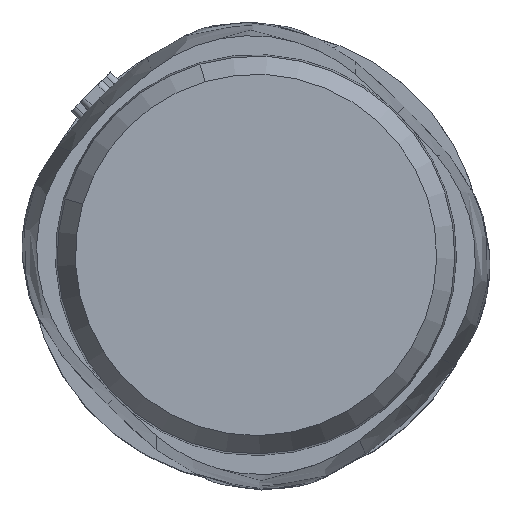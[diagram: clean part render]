
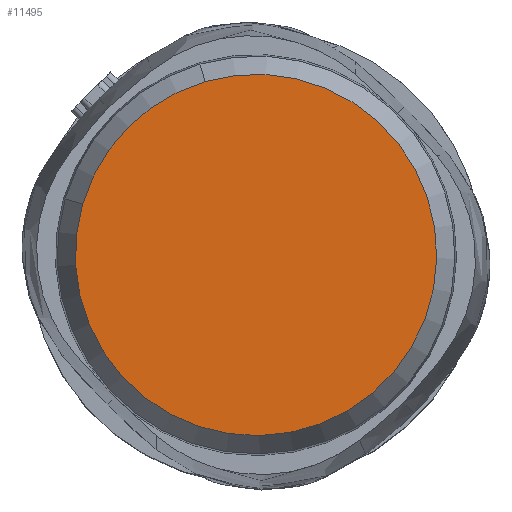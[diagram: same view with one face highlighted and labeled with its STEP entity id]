
A CAD part, top view. The second image highlights one B-rep face of the part: STEP entity #11495.
In plain terms, the highlighted planar face has unit normal (0, 0, 1).
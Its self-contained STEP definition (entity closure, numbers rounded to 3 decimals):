
#11449 = EDGE_CURVE('',#11450,#11452,#11454,.T.);
#11450 = VERTEX_POINT('',#11451);
#11451 = CARTESIAN_POINT('',(5.891,13.103,44.));
#11452 = VERTEX_POINT('',#11453);
#11453 = CARTESIAN_POINT('',(1.95,9.163,44.));
#11454 = CIRCLE('',#11455,5.811);
#11455 = AXIS2_PLACEMENT_3D('',#11456,#11457,#11458);
#11456 = CARTESIAN_POINT('',(7.527,7.527,44.));
#11457 = DIRECTION('',(0.,0.,-1.));
#11458 = DIRECTION('',(-1.,0.,0.));
#11483 = EDGE_CURVE('',#11452,#11450,#11484,.T.);
#11484 = CIRCLE('',#11485,5.811);
#11485 = AXIS2_PLACEMENT_3D('',#11486,#11487,#11488);
#11486 = CARTESIAN_POINT('',(7.527,7.527,44.));
#11487 = DIRECTION('',(0.,0.,-1.));
#11488 = DIRECTION('',(-1.,0.,0.));
#11495 = ADVANCED_FACE('',(#11496),#11500,.T.);
#11496 = FACE_BOUND('',#11497,.T.);
#11497 = EDGE_LOOP('',(#11498,#11499));
#11498 = ORIENTED_EDGE('',*,*,#11449,.F.);
#11499 = ORIENTED_EDGE('',*,*,#11483,.F.);
#11500 = PLANE('',#11501);
#11501 = AXIS2_PLACEMENT_3D('',#11502,#11503,#11504);
#11502 = CARTESIAN_POINT('',(3.418,11.636,44.));
#11503 = DIRECTION('',(0.,0.,1.));
#11504 = DIRECTION('',(-0.707,0.707,0.));
